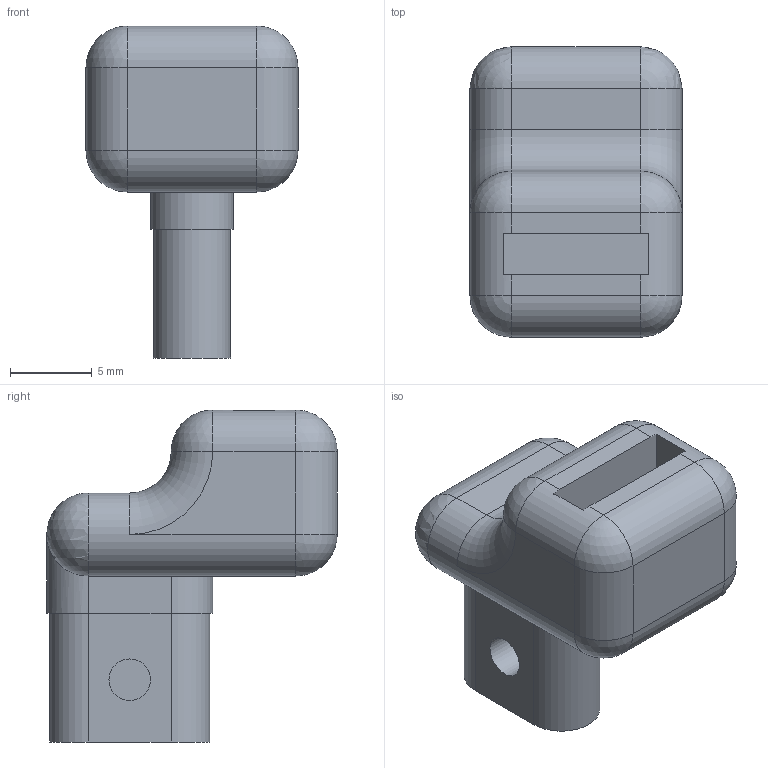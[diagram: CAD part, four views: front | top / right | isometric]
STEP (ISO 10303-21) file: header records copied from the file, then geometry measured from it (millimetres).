
FILE_DESCRIPTION(/* description */ (''),/* implementation_level */ '2;1');
FILE_NAME(/* name */ 'spoon attatchment.step',/* time_stamp */ '2024-03-04T11:42:45-07:00',/* author */ (''),/* organization */ (''),/* preprocessor_version */ 'ST-DEVELOPER v20',/* originating_system */ 'Autodesk Translation Framework v12.20.1.177',/* authorisation */ '');
FILE_SCHEMA (('AUTOMOTIVE_DESIGN { 1 0 10303 214 3 1 1 }'));
Length unit declared in the file: inch
Products named in the file (1): spoon attatchment
Bounding box: 12.98 x 17.78 x 20.32 mm (x, y, z)
Volume: 1895 mm3; surface area: 1255.2 mm2
Topology: 1 solids, 1 shells, 45 faces, 108 edges, 57 vertices
Faces by surface type: plane 19, cylinder 16, sphere 8, torus 2
Full cylindrical faces by diameter (mm): 2.54 x1
Entity records: 1250 total; most frequent: DIRECTION 233, CARTESIAN_POINT 201, ORIENTED_EDGE 196, EDGE_CURVE 98, AXIS2_PLACEMENT_3D 89, VERTEX_POINT 57, LINE 55, VECTOR 55
